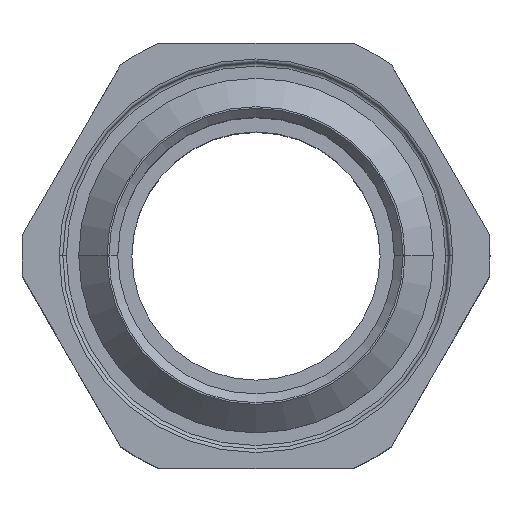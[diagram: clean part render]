
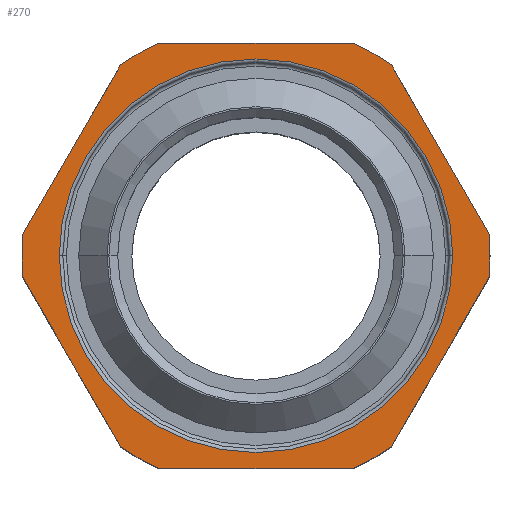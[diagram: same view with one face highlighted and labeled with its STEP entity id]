
A CAD part, top view. The second image highlights one B-rep face of the part: STEP entity #270.
In plain terms, the highlighted planar face has unit normal (0, 0, 1).
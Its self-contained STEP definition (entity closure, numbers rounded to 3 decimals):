
#21 = CIRCLE ( 'NONE', #1781, 13.2 ) ;
#28 = AXIS2_PLACEMENT_3D ( 'NONE', #767, #1176, #1573 ) ;
#33 = VERTEX_POINT ( 'NONE', #1179 ) ;
#37 = CARTESIAN_POINT ( 'NONE',  ( -11.1, 0., 14.2 ) ) ;
#44 = EDGE_CURVE ( 'NONE', #709, #2219, #2064, .T. ) ;
#45 = DIRECTION ( 'NONE',  ( 0., 0., -1. ) ) ;
#52 = LINE ( 'NONE', #274, #965 ) ;
#66 = VECTOR ( 'NONE', #419, 1000. ) ;
#82 = VERTEX_POINT ( 'NONE', #1811 ) ;
#86 = DIRECTION ( 'NONE',  ( 0., 0., -1. ) ) ;
#101 = CARTESIAN_POINT ( 'NONE',  ( -13.856, 0., 14.2 ) ) ;
#139 = AXIS2_PLACEMENT_3D ( 'NONE', #1605, #240, #2026 ) ;
#204 = DIRECTION ( 'NONE',  ( 1., 0., 0. ) ) ;
#218 = CARTESIAN_POINT ( 'NONE',  ( 0., 0., 14.2 ) ) ;
#225 = DIRECTION ( 'NONE',  ( 0., 0., 1. ) ) ;
#230 = EDGE_CURVE ( 'NONE', #1694, #1096, #1152, .T. ) ;
#231 = VERTEX_POINT ( 'NONE', #1695 ) ;
#236 = ORIENTED_EDGE ( 'NONE', *, *, #2441, .F. ) ;
#240 = DIRECTION ( 'NONE',  ( 0., 0., -1. ) ) ;
#255 = CARTESIAN_POINT ( 'NONE',  ( 5.499, -12., 14.2 ) ) ;
#265 = VERTEX_POINT ( 'NONE', #792 ) ;
#270 = ADVANCED_FACE ( 'NONE', ( #1451, #1700 ), #782, .T. ) ;
#274 = CARTESIAN_POINT ( 'NONE',  ( -6.928, 12., 14.2 ) ) ;
#329 = CARTESIAN_POINT ( 'NONE',  ( -13.2, 0., 14.2 ) ) ;
#331 = VERTEX_POINT ( 'NONE', #255 ) ;
#364 = VECTOR ( 'NONE', #489, 1000. ) ;
#419 = DIRECTION ( 'NONE',  ( -1., 0., 0. ) ) ;
#421 = CARTESIAN_POINT ( 'NONE',  ( 0., 0., 14.2 ) ) ;
#431 = EDGE_CURVE ( 'NONE', #1694, #265, #2020, .T. ) ;
#437 = DIRECTION ( 'NONE',  ( 0., 0., -1. ) ) ;
#479 = CARTESIAN_POINT ( 'NONE',  ( 0., 0., 14.2 ) ) ;
#486 = DIRECTION ( 'NONE',  ( 0., 0., -1. ) ) ;
#489 = DIRECTION ( 'NONE',  ( 0.5, -0.866, 0. ) ) ;
#502 = VERTEX_POINT ( 'NONE', #2268 ) ;
#511 = VECTOR ( 'NONE', #2011, 1000. ) ;
#512 = DIRECTION ( 'NONE',  ( 1., 0., 0. ) ) ;
#523 = ORIENTED_EDGE ( 'NONE', *, *, #2323, .T. ) ;
#547 = CARTESIAN_POINT ( 'NONE',  ( 13.856, 0., 14.2 ) ) ;
#582 = ORIENTED_EDGE ( 'NONE', *, *, #897, .F. ) ;
#598 = CARTESIAN_POINT ( 'NONE',  ( 0., 0., 14.2 ) ) ;
#606 = DIRECTION ( 'NONE',  ( 1., 0., 0. ) ) ;
#618 = VERTEX_POINT ( 'NONE', #1114 ) ;
#709 = VERTEX_POINT ( 'NONE', #1572 ) ;
#712 = CIRCLE ( 'NONE', #1910, 13.2 ) ;
#767 = CARTESIAN_POINT ( 'NONE',  ( 0., 0., 14.2 ) ) ;
#775 = EDGE_CURVE ( 'NONE', #502, #1855, #1057, .T. ) ;
#782 = PLANE ( 'NONE',  #2511 ) ;
#792 = CARTESIAN_POINT ( 'NONE',  ( -7.643, -10.762, 14.2 ) ) ;
#826 = CARTESIAN_POINT ( 'NONE',  ( -5.499, -12., 14.2 ) ) ;
#851 = ORIENTED_EDGE ( 'NONE', *, *, #2250, .F. ) ;
#881 = LINE ( 'NONE', #2372, #1296 ) ;
#897 = EDGE_CURVE ( 'NONE', #502, #2219, #1747, .T. ) ;
#949 = EDGE_CURVE ( 'NONE', #1047, #265, #21, .T. ) ;
#953 = DIRECTION ( 'NONE',  ( -0.5, 0.866, 0. ) ) ;
#960 = DIRECTION ( 'NONE',  ( 1., 0., 0. ) ) ;
#965 = VECTOR ( 'NONE', #2447, 1000. ) ;
#993 = CARTESIAN_POINT ( 'NONE',  ( 6.928, 12., 14.2 ) ) ;
#1026 = ORIENTED_EDGE ( 'NONE', *, *, #2364, .T. ) ;
#1047 = VERTEX_POINT ( 'NONE', #826 ) ;
#1057 = LINE ( 'NONE', #547, #1211 ) ;
#1066 = VERTEX_POINT ( 'NONE', #1457 ) ;
#1082 = EDGE_CURVE ( 'NONE', #82, #618, #712, .T. ) ;
#1096 = VERTEX_POINT ( 'NONE', #329 ) ;
#1114 = CARTESIAN_POINT ( 'NONE',  ( -5.499, 12., 14.2 ) ) ;
#1152 = CIRCLE ( 'NONE', #1972, 13.2 ) ;
#1165 = ORIENTED_EDGE ( 'NONE', *, *, #1082, .F. ) ;
#1166 = AXIS2_PLACEMENT_3D ( 'NONE', #2136, #2349, #2521 ) ;
#1176 = DIRECTION ( 'NONE',  ( 0., 0., -1. ) ) ;
#1179 = CARTESIAN_POINT ( 'NONE',  ( 11.1, 0., 14.2 ) ) ;
#1200 = AXIS2_PLACEMENT_3D ( 'NONE', #1264, #486, #2459 ) ;
#1204 = ORIENTED_EDGE ( 'NONE', *, *, #949, .F. ) ;
#1211 = VECTOR ( 'NONE', #953, 1000. ) ;
#1225 = CARTESIAN_POINT ( 'NONE',  ( 6.928, -12., 14.2 ) ) ;
#1262 = CARTESIAN_POINT ( 'NONE',  ( 0., 0., 14.2 ) ) ;
#1264 = CARTESIAN_POINT ( 'NONE',  ( 0., 0., 14.2 ) ) ;
#1296 = VECTOR ( 'NONE', #960, 1000. ) ;
#1337 = ORIENTED_EDGE ( 'NONE', *, *, #44, .T. ) ;
#1370 = ORIENTED_EDGE ( 'NONE', *, *, #431, .T. ) ;
#1371 = ORIENTED_EDGE ( 'NONE', *, *, #230, .F. ) ;
#1425 = CIRCLE ( 'NONE', #1200, 13.2 ) ;
#1441 = DIRECTION ( 'NONE',  ( 1., 0., 0. ) ) ;
#1451 = FACE_BOUND ( 'NONE', #2247, .T. ) ;
#1452 = ORIENTED_EDGE ( 'NONE', *, *, #1498, .F. ) ;
#1457 = CARTESIAN_POINT ( 'NONE',  ( -13.142, 1.238, 14.2 ) ) ;
#1466 = AXIS2_PLACEMENT_3D ( 'NONE', #421, #2024, #204 ) ;
#1472 = VERTEX_POINT ( 'NONE', #37 ) ;
#1498 = EDGE_CURVE ( 'NONE', #709, #331, #1617, .T. ) ;
#1533 = CARTESIAN_POINT ( 'NONE',  ( -13.142, -1.238, 14.2 ) ) ;
#1545 = CIRCLE ( 'NONE', #1466, 11.1 ) ;
#1550 = EDGE_CURVE ( 'NONE', #82, #1066, #52, .T. ) ;
#1572 = CARTESIAN_POINT ( 'NONE',  ( 7.643, -10.762, 14.2 ) ) ;
#1573 = DIRECTION ( 'NONE',  ( 1., 0., 0. ) ) ;
#1605 = CARTESIAN_POINT ( 'NONE',  ( 0., 0., 14.2 ) ) ;
#1606 = CARTESIAN_POINT ( 'NONE',  ( 13.142, -1.238, 14.2 ) ) ;
#1617 = CIRCLE ( 'NONE', #2331, 13.2 ) ;
#1694 = VERTEX_POINT ( 'NONE', #1533 ) ;
#1695 = CARTESIAN_POINT ( 'NONE',  ( 5.499, 12., 14.2 ) ) ;
#1700 = FACE_OUTER_BOUND ( 'NONE', #1944, .T. ) ;
#1708 = DIRECTION ( 'NONE',  ( 0., 0., -1. ) ) ;
#1719 = ORIENTED_EDGE ( 'NONE', *, *, #775, .T. ) ;
#1747 = CIRCLE ( 'NONE', #139, 13.2 ) ;
#1781 = AXIS2_PLACEMENT_3D ( 'NONE', #479, #86, #1441 ) ;
#1794 = EDGE_CURVE ( 'NONE', #231, #618, #2451, .T. ) ;
#1796 = DIRECTION ( 'NONE',  ( 1., 0., 0. ) ) ;
#1811 = CARTESIAN_POINT ( 'NONE',  ( -7.643, 10.762, 14.2 ) ) ;
#1815 = EDGE_CURVE ( 'NONE', #1472, #33, #1866, .T. ) ;
#1855 = VERTEX_POINT ( 'NONE', #2391 ) ;
#1866 = CIRCLE ( 'NONE', #28, 11.1 ) ;
#1910 = AXIS2_PLACEMENT_3D ( 'NONE', #1262, #1708, #512 ) ;
#1944 = EDGE_LOOP ( 'NONE', ( #523, #1452, #1337, #582, #1719, #851, #2175, #1165, #2196, #236, #1371, #1370, #1204 ) ) ;
#1972 = AXIS2_PLACEMENT_3D ( 'NONE', #598, #45, #1796 ) ;
#1992 = DIRECTION ( 'NONE',  ( 1., 0., 0. ) ) ;
#2011 = DIRECTION ( 'NONE',  ( 0.5, 0.866, 0. ) ) ;
#2020 = LINE ( 'NONE', #101, #364 ) ;
#2024 = DIRECTION ( 'NONE',  ( 0., 0., -1. ) ) ;
#2026 = DIRECTION ( 'NONE',  ( 1., 0., 0. ) ) ;
#2064 = LINE ( 'NONE', #1225, #511 ) ;
#2087 = ORIENTED_EDGE ( 'NONE', *, *, #1815, .T. ) ;
#2136 = CARTESIAN_POINT ( 'NONE',  ( 0., 0., 14.2 ) ) ;
#2175 = ORIENTED_EDGE ( 'NONE', *, *, #1794, .T. ) ;
#2188 = CIRCLE ( 'NONE', #1166, 13.2 ) ;
#2196 = ORIENTED_EDGE ( 'NONE', *, *, #1550, .T. ) ;
#2197 = CARTESIAN_POINT ( 'NONE',  ( 0., 0., 14.2 ) ) ;
#2219 = VERTEX_POINT ( 'NONE', #1606 ) ;
#2247 = EDGE_LOOP ( 'NONE', ( #1026, #2087 ) ) ;
#2250 = EDGE_CURVE ( 'NONE', #231, #1855, #2188, .T. ) ;
#2268 = CARTESIAN_POINT ( 'NONE',  ( 13.142, 1.238, 14.2 ) ) ;
#2323 = EDGE_CURVE ( 'NONE', #1047, #331, #881, .T. ) ;
#2331 = AXIS2_PLACEMENT_3D ( 'NONE', #2197, #437, #606 ) ;
#2349 = DIRECTION ( 'NONE',  ( 0., 0., -1. ) ) ;
#2364 = EDGE_CURVE ( 'NONE', #33, #1472, #1545, .T. ) ;
#2372 = CARTESIAN_POINT ( 'NONE',  ( -6.928, -12., 14.2 ) ) ;
#2391 = CARTESIAN_POINT ( 'NONE',  ( 7.643, 10.762, 14.2 ) ) ;
#2441 = EDGE_CURVE ( 'NONE', #1096, #1066, #1425, .T. ) ;
#2447 = DIRECTION ( 'NONE',  ( -0.5, -0.866, 0. ) ) ;
#2451 = LINE ( 'NONE', #993, #66 ) ;
#2459 = DIRECTION ( 'NONE',  ( 1., 0., 0. ) ) ;
#2511 = AXIS2_PLACEMENT_3D ( 'NONE', #218, #225, #1992 ) ;
#2521 = DIRECTION ( 'NONE',  ( 1., 0., 0. ) ) ;
